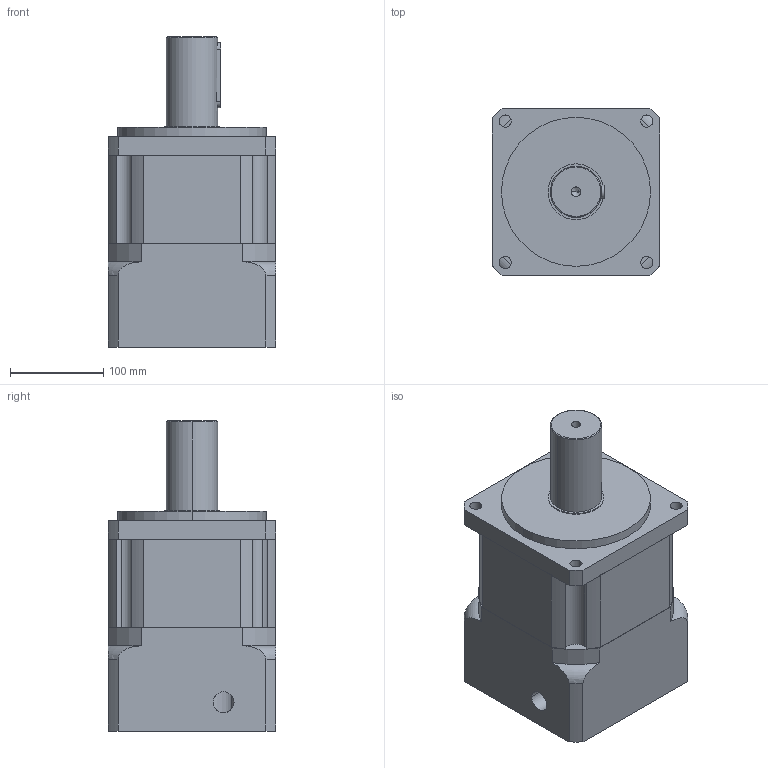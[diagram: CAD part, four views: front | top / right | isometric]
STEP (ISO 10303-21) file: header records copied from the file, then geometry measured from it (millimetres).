
FILE_DESCRIPTION (( 'STEP AP214' ), '1' );
FILE_NAME ('DM180-L1-XX-35-114.3-200-M12_2019.STEP', '2019-03-18T01:17:37', ( 'Y' ), ( 'NCU' ), 'SwSTEP 2.0', 'SolidWorks 2016', '' );
FILE_SCHEMA (( 'AUTOMOTIVE_DESIGN' ));
Length unit declared in the file: millimetre
Products named in the file (1): DM180-L1-XX-35-114.3-200-M12_2019
Bounding box: 180 x 180 x 333 mm (x, y, z)
Volume: 6802871.5 mm3; surface area: 477600 mm2
Topology: 3 solids, 3 shells, 259 faces, 619 edges, 398 vertices
Faces by surface type: cylinder 115, plane 112, cone 26, torus 6
Entity records: 9120 total; most frequent: CARTESIAN_POINT 2011, DIRECTION 1352, ORIENTED_EDGE 1218, EDGE_CURVE 609, AXIS2_PLACEMENT_3D 503, VERTEX_POINT 398, LINE 346, VECTOR 346
